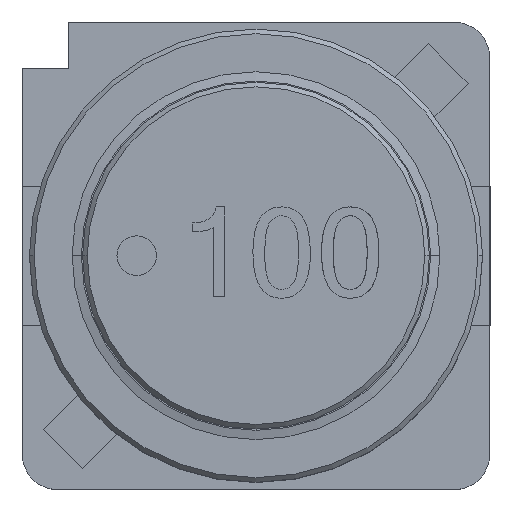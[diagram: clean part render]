
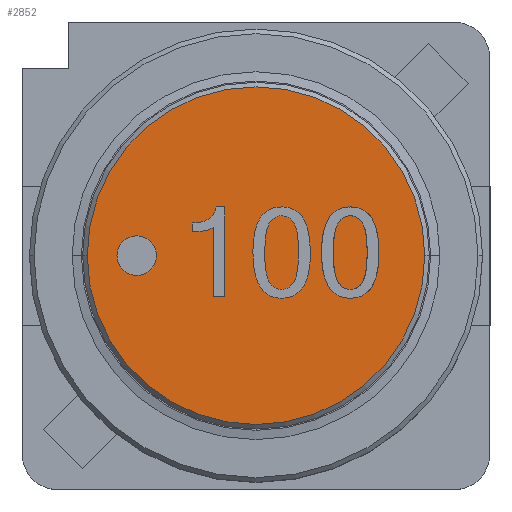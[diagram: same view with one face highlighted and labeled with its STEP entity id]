
A CAD part, top view. The second image highlights one B-rep face of the part: STEP entity #2852.
In plain terms, the highlighted planar face has unit normal (0, 0, 1).
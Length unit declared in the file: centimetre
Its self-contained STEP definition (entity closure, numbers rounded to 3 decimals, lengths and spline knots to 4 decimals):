
#2 = DIRECTION ( 'NONE',  ( -1., 0., 0. ) ) ;
#289 = ORIENTED_EDGE ( 'NONE', *, *, #3959, .F. ) ;
#621 = CARTESIAN_POINT ( 'NONE',  ( -0.365, 0., 0.45 ) ) ;
#815 = VERTEX_POINT ( 'NONE', #621 ) ;
#841 = AXIS2_PLACEMENT_3D ( 'NONE', #3738, #4102, #2 ) ;
#1263 = EDGE_LOOP ( 'NONE', ( #289, #2038 ) ) ;
#1484 = DIRECTION ( 'NONE',  ( 0., 0., -1. ) ) ;
#1620 = CIRCLE ( 'NONE', #841, 0.365 ) ;
#1723 = CARTESIAN_POINT ( 'NONE',  ( 0., 0., 0.45 ) ) ;
#2038 = ORIENTED_EDGE ( 'NONE', *, *, #2584, .F. ) ;
#2069 = DIRECTION ( 'NONE',  ( 0., 0., 1. ) ) ;
#2087 = CARTESIAN_POINT ( 'NONE',  ( 0.365, 0., 0.45 ) ) ;
#2119 = FACE_OUTER_BOUND ( 'NONE', #1263, .T. ) ;
#2188 = VERTEX_POINT ( 'NONE', #2087 ) ;
#2584 = EDGE_CURVE ( 'NONE', #2188, #815, #3752, .T. ) ;
#2852 = ADVANCED_FACE ( 'NONE', ( #2119 ), #3033, .T. ) ;
#2999 = AXIS2_PLACEMENT_3D ( 'NONE', #1723, #2069, #3386 ) ;
#3033 = PLANE ( 'NONE',  #2999 ) ;
#3213 = AXIS2_PLACEMENT_3D ( 'NONE', #3897, #1484, #3525 ) ;
#3386 = DIRECTION ( 'NONE',  ( 1., 0., 0. ) ) ;
#3525 = DIRECTION ( 'NONE',  ( -1., 0., 0. ) ) ;
#3738 = CARTESIAN_POINT ( 'NONE',  ( 0., 0., 0.45 ) ) ;
#3752 = CIRCLE ( 'NONE', #3213, 0.365 ) ;
#3897 = CARTESIAN_POINT ( 'NONE',  ( 0., 0., 0.45 ) ) ;
#3959 = EDGE_CURVE ( 'NONE', #815, #2188, #1620, .T. ) ;
#4102 = DIRECTION ( 'NONE',  ( 0., 0., -1. ) ) ;
